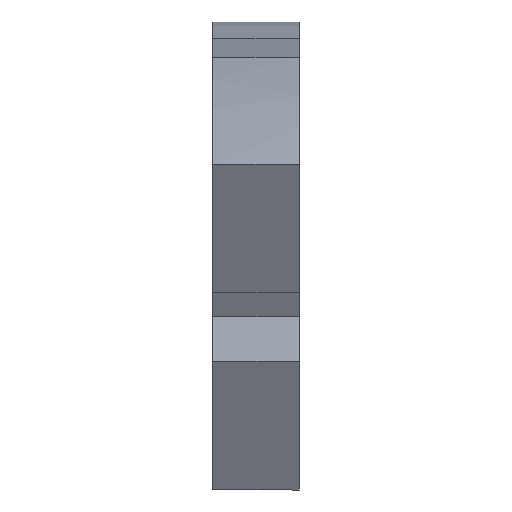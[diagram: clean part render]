
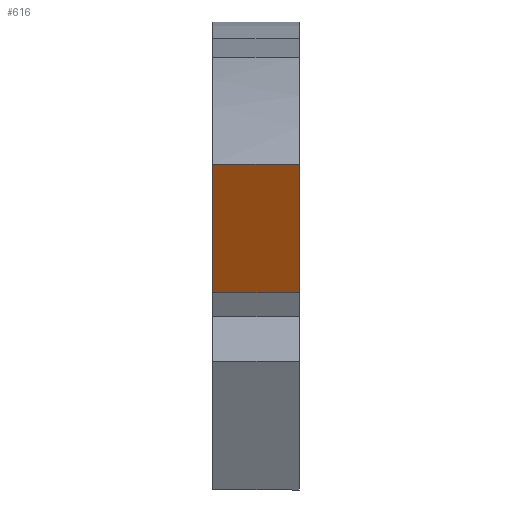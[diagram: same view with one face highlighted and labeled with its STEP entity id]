
A CAD part, left-side view. The second image highlights one B-rep face of the part: STEP entity #616.
In plain terms, the highlighted planar face has unit normal (-0.866, 0, -0.5).
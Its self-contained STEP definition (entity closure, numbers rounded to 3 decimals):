
#31=FACE_OUTER_BOUND('',#63,.T.);
#63=EDGE_LOOP('',(#452,#453,#454,#455));
#93=LINE('',#835,#169);
#120=LINE('',#917,#196);
#121=LINE('',#920,#197);
#122=LINE('',#921,#198);
#169=VECTOR('',#693,10.);
#196=VECTOR('',#726,10.);
#197=VECTOR('',#729,10.);
#198=VECTOR('',#730,10.);
#261=VERTEX_POINT('',#830);
#262=VERTEX_POINT('',#834);
#290=VERTEX_POINT('',#913);
#291=VERTEX_POINT('',#919);
#321=EDGE_CURVE('',#261,#262,#93,.T.);
#354=EDGE_CURVE('',#261,#290,#120,.T.);
#355=EDGE_CURVE('',#291,#290,#121,.T.);
#356=EDGE_CURVE('',#262,#291,#122,.T.);
#452=ORIENTED_EDGE('',*,*,#354,.T.);
#453=ORIENTED_EDGE('',*,*,#355,.F.);
#454=ORIENTED_EDGE('',*,*,#356,.F.);
#455=ORIENTED_EDGE('',*,*,#321,.F.);
#590=PLANE('',#662);
#616=ADVANCED_FACE('',(#31),#590,.T.);
#662=AXIS2_PLACEMENT_3D('',#918,#727,#728);
#693=DIRECTION('',(0.5,0.,-0.866));
#726=DIRECTION('',(0.,1.,0.));
#727=DIRECTION('center_axis',(-0.866,0.,-0.5));
#728=DIRECTION('ref_axis',(-0.5,0.,0.866));
#729=DIRECTION('',(-0.5,0.,0.866));
#730=DIRECTION('',(0.,1.,0.));
#830=CARTESIAN_POINT('',(-20.,-1.75,9.506));
#834=CARTESIAN_POINT('',(-16.985,-1.75,4.284));
#835=CARTESIAN_POINT('',(-20.,-1.75,9.506));
#913=CARTESIAN_POINT('',(-20.,1.75,9.506));
#917=CARTESIAN_POINT('',(-20.,0.,9.506));
#918=CARTESIAN_POINT('Origin',(-16.985,0.,4.284));
#919=CARTESIAN_POINT('',(-16.985,1.75,4.284));
#920=CARTESIAN_POINT('',(-20.,1.75,9.506));
#921=CARTESIAN_POINT('',(-16.985,0.,4.284));
